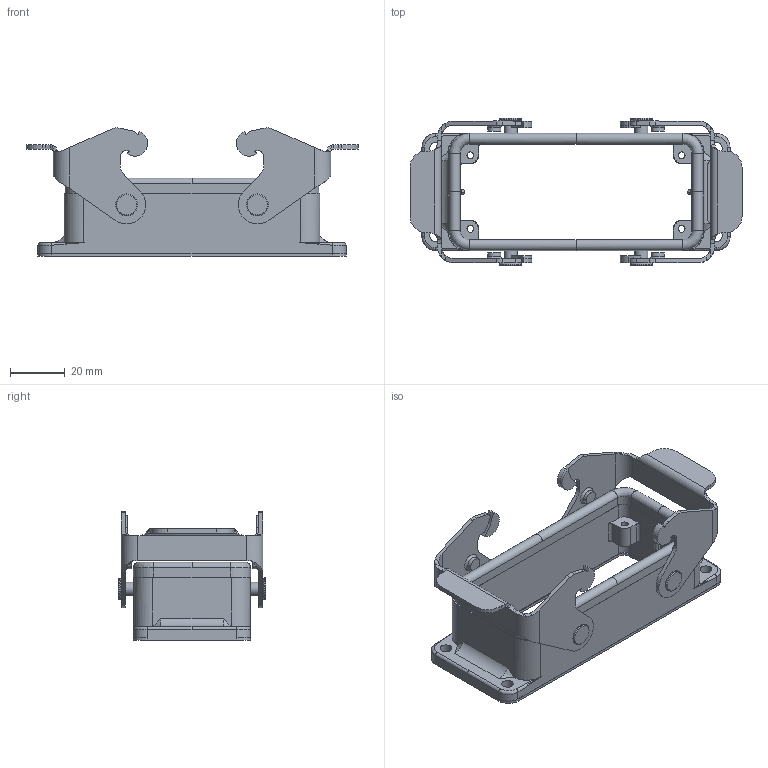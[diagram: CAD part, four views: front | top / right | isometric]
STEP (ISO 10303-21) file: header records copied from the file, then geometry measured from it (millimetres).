
FILE_DESCRIPTION(/* description */ (''),/* implementation_level */ '2;1');
FILE_NAME(/* name */ 'C146_10F016_000_1.stp',/* time_stamp */ '2018-10-08T10:29:13+02:00',/* author */ (''),/* organization */ (''),/* preprocessor_version */ 'ST-DEVELOPER v16',/* originating_system */ 'SIEMENS PLM Software NX 11.0',/* authorisation */ '');
FILE_SCHEMA (('AP203_CONFIGURATION_CONTROLLED_3D_DESIGN_OF_MECHANICAL_PARTS_AND_ASSEMBLIES_MIM_LF { 1 0 10303 403 2 1 2}'));
Length unit declared in the file: millimetre
Products named in the file (1): c146 10f016 000 1nxm001-04
Bounding box: 121.8 x 54.2 x 47.06 mm (x, y, z)
Volume: 39623.4 mm3; surface area: 31564.9 mm2
Topology: 1 solids, 7 shells, 639 faces, 1680 edges, 1078 vertices
Faces by surface type: plane 300, cylinder 154, bspline 145, cone 16, torus 12, revolution 12
Full cylindrical faces by diameter (mm): 2.5 x4, 4.3 x4, 4.5 x4, 4.8 x4, 4.9 x4, 8 x4
Entity records: 21146 total; most frequent: CARTESIAN_POINT 6903, ORIENTED_EDGE 3218, DIRECTION 2500, EDGE_CURVE 1609, VERTEX_POINT 1058, LINE 850, VECTOR 850, AXIS2_PLACEMENT_3D 819
